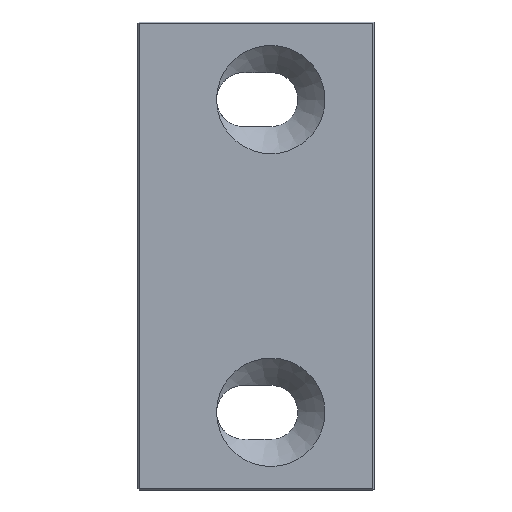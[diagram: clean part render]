
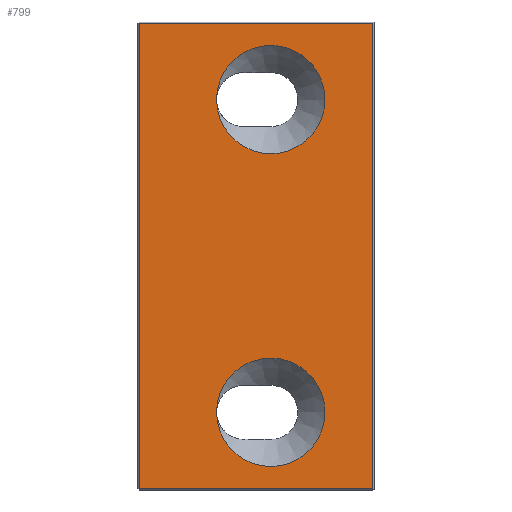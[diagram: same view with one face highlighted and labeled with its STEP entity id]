
A CAD part, top view. The second image highlights one B-rep face of the part: STEP entity #799.
In plain terms, the highlighted planar face has unit normal (0, 0, 1).
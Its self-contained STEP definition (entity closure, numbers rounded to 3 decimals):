
#27=FACE_BOUND('',#178,.T.);
#28=FACE_BOUND('',#179,.T.);
#63=CIRCLE('',#877,0.004);
#65=CIRCLE('',#881,0.004);
#66=CIRCLE('',#890,11.);
#67=CIRCLE('',#891,11.);
#123=FACE_OUTER_BOUND('',#177,.T.);
#177=EDGE_LOOP('',(#684,#685,#686,#687,#688,#689));
#178=EDGE_LOOP('',(#690));
#179=EDGE_LOOP('',(#691));
#242=LINE('',#1321,#316);
#245=LINE('',#1327,#319);
#249=LINE('',#1339,#323);
#251=LINE('',#1347,#325);
#316=VECTOR('',#1060,10.);
#319=VECTOR('',#1065,10.);
#323=VECTOR('',#1077,10.);
#325=VECTOR('',#1087,10.);
#365=VERTEX_POINT('',#1225);
#385=VERTEX_POINT('',#1311);
#387=VERTEX_POINT('',#1317);
#388=VERTEX_POINT('',#1323);
#390=VERTEX_POINT('',#1329);
#392=VERTEX_POINT('',#1335);
#394=VERTEX_POINT('',#1341);
#396=VERTEX_POINT('',#1362);
#479=EDGE_CURVE('',#385,#387,#242,.T.);
#482=EDGE_CURVE('',#387,#388,#245,.T.);
#485=EDGE_CURVE('',#388,#390,#63,.T.);
#488=EDGE_CURVE('',#390,#392,#249,.T.);
#491=EDGE_CURVE('',#392,#394,#65,.T.);
#492=EDGE_CURVE('',#394,#385,#251,.T.);
#500=EDGE_CURVE('',#396,#396,#66,.T.);
#501=EDGE_CURVE('',#365,#365,#67,.T.);
#684=ORIENTED_EDGE('',*,*,#479,.F.);
#685=ORIENTED_EDGE('',*,*,#492,.F.);
#686=ORIENTED_EDGE('',*,*,#491,.F.);
#687=ORIENTED_EDGE('',*,*,#488,.F.);
#688=ORIENTED_EDGE('',*,*,#485,.F.);
#689=ORIENTED_EDGE('',*,*,#482,.F.);
#690=ORIENTED_EDGE('',*,*,#500,.T.);
#691=ORIENTED_EDGE('',*,*,#501,.T.);
#755=PLANE('',#889);
#799=ADVANCED_FACE('',(#123,#27,#28),#755,.T.);
#877=AXIS2_PLACEMENT_3D('',#1333,#1071,#1072);
#881=AXIS2_PLACEMENT_3D('',#1345,#1083,#1084);
#889=AXIS2_PLACEMENT_3D('',#1361,#1107,#1108);
#890=AXIS2_PLACEMENT_3D('',#1363,#1109,#1110);
#891=AXIS2_PLACEMENT_3D('',#1364,#1111,#1112);
#1060=DIRECTION('',(0.,1.,0.));
#1065=DIRECTION('',(1.,0.,0.));
#1071=DIRECTION('center_axis',(0.,0.,-1.));
#1072=DIRECTION('ref_axis',(1.,0.,0.));
#1077=DIRECTION('',(0.,-1.,0.));
#1083=DIRECTION('center_axis',(0.,0.,-1.));
#1084=DIRECTION('ref_axis',(0.,-1.,0.));
#1087=DIRECTION('',(-1.,0.,0.));
#1107=DIRECTION('center_axis',(0.,0.,1.));
#1108=DIRECTION('ref_axis',(1.,0.,0.));
#1109=DIRECTION('center_axis',(0.,0.,-1.));
#1110=DIRECTION('ref_axis',(1.,0.,0.));
#1111=DIRECTION('center_axis',(0.,0.,-1.));
#1112=DIRECTION('ref_axis',(1.,0.,0.));
#1225=CARTESIAN_POINT('',(74.5,191.75,14.351));
#1311=CARTESIAN_POINT('',(58.75,112.75,14.351));
#1317=CARTESIAN_POINT('',(58.75,207.25,14.351));
#1321=CARTESIAN_POINT('',(58.75,183.75,14.351));
#1323=CARTESIAN_POINT('',(106.246,207.25,14.351));
#1327=CARTESIAN_POINT('',(94.373,207.25,14.351));
#1329=CARTESIAN_POINT('',(106.25,207.246,14.351));
#1333=CARTESIAN_POINT('Origin',(106.246,207.246,14.351));
#1335=CARTESIAN_POINT('',(106.25,112.754,14.351));
#1339=CARTESIAN_POINT('',(106.25,136.377,14.351));
#1341=CARTESIAN_POINT('',(106.246,112.75,14.351));
#1345=CARTESIAN_POINT('Origin',(106.246,112.754,14.351));
#1347=CARTESIAN_POINT('',(70.5,112.75,14.351));
#1361=CARTESIAN_POINT('Origin',(82.5,160.,14.351));
#1362=CARTESIAN_POINT('',(74.5,128.25,14.351));
#1363=CARTESIAN_POINT('Origin',(85.5,128.25,14.351));
#1364=CARTESIAN_POINT('Origin',(85.5,191.75,14.351));
